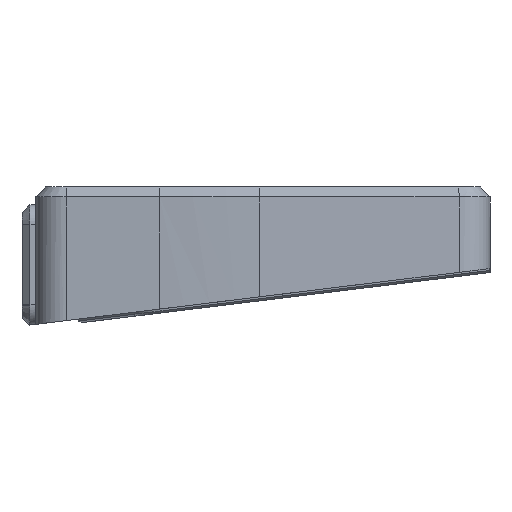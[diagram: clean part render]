
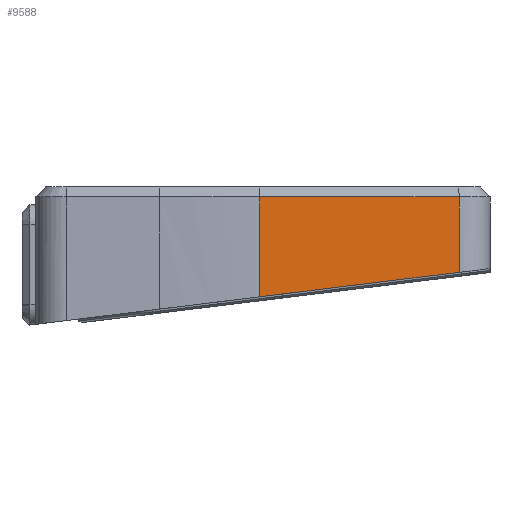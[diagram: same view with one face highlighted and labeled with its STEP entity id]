
A CAD part, left-side view. The second image highlights one B-rep face of the part: STEP entity #9588.
In plain terms, the highlighted planar face has unit normal (-1, -0.031, 0).
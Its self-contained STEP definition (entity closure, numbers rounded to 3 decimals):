
#653=PLANE('',#10352);
#964=FACE_OUTER_BOUND('',#1561,.T.);
#1561=EDGE_LOOP('',(#6877,#6878,#6879,#6880));
#2296=LINE('',#14963,#3262);
#2321=LINE('',#15029,#3287);
#2322=LINE('',#15033,#3288);
#2323=LINE('',#15034,#3289);
#3262=VECTOR('',#11770,10.);
#3287=VECTOR('',#11831,10.);
#3288=VECTOR('',#11836,300.);
#3289=VECTOR('',#11837,10.);
#4367=VERTEX_POINT('',#14953);
#4369=VERTEX_POINT('',#14959);
#4393=VERTEX_POINT('',#15028);
#4394=VERTEX_POINT('',#15032);
#5312=EDGE_CURVE('',#4367,#4369,#2296,.T.);
#5345=EDGE_CURVE('',#4369,#4393,#2321,.T.);
#5347=EDGE_CURVE('',#4367,#4394,#2322,.T.);
#5348=EDGE_CURVE('',#4393,#4394,#2323,.F.);
#6877=ORIENTED_EDGE('',*,*,#5312,.F.);
#6878=ORIENTED_EDGE('',*,*,#5347,.T.);
#6879=ORIENTED_EDGE('',*,*,#5348,.F.);
#6880=ORIENTED_EDGE('',*,*,#5345,.F.);
#9588=ADVANCED_FACE('',(#964),#653,.F.);
#10352=AXIS2_PLACEMENT_3D('',#15031,#11834,#11835);
#11770=DIRECTION('',(0.031,-1.,0.));
#11831=DIRECTION('',(0.,0.,-1.));
#11834=DIRECTION('center_axis',(1.,0.031,0.));
#11835=DIRECTION('ref_axis',(0.031,-1.,0.));
#11836=DIRECTION('',(0.,0.,-1.));
#11837=DIRECTION('',(0.031,-0.992,0.122));
#14953=CARTESIAN_POINT('',(-29.605,16.696,-12.14));
#14959=CARTESIAN_POINT('',(-28.029,-33.422,-12.14));
#14963=CARTESIAN_POINT('',(-29.684,19.213,-12.14));
#15028=CARTESIAN_POINT('',(-28.029,-33.422,-31.057));
#15029=CARTESIAN_POINT('',(-28.029,-33.422,-35.39));
#15031=CARTESIAN_POINT('Origin',(-30.,29.267,-9.64));
#15032=CARTESIAN_POINT('',(-29.605,16.696,-37.211));
#15033=CARTESIAN_POINT('',(-29.605,16.696,-9.64));
#15034=CARTESIAN_POINT('',(-29.671,18.802,-37.47));
